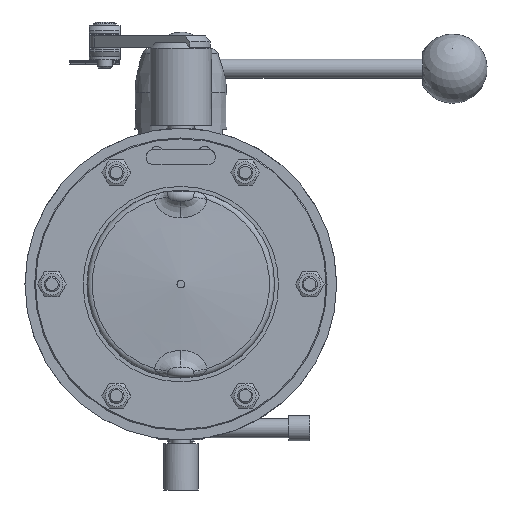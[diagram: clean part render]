
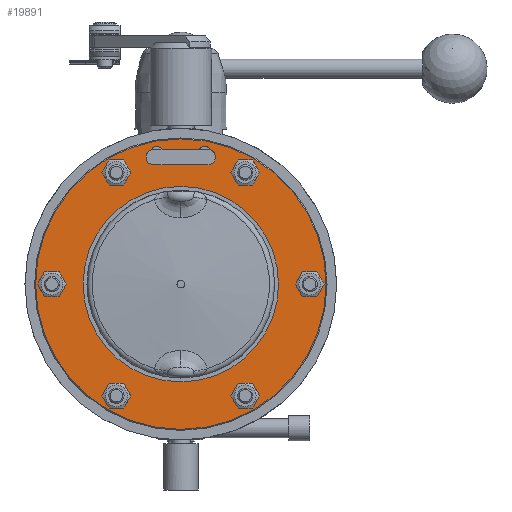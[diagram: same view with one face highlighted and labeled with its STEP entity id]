
A CAD part, left-side view. The second image highlights one B-rep face of the part: STEP entity #19891.
In plain terms, the highlighted planar face has unit normal (-1, 0, 0).
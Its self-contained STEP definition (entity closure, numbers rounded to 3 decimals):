
#1383=CARTESIAN_POINT('',(-131.,12.5,64.4));
#1384=VERTEX_POINT('',#1383);
#1385=CARTESIAN_POINT('',(-131.,12.5,68.));
#1386=DIRECTION('',(1.0,0.0,0.0));
#1387=DIRECTION('',(0.0,0.0,-1.0));
#1388=AXIS2_PLACEMENT_3D('',#1385,#1386,#1387);
#1389=CIRCLE('',#1388,3.6);
#1390=EDGE_CURVE('',#1384,#1384,#1389,.T.);
#1420=CARTESIAN_POINT('',(-131.,-12.5,64.4));
#1421=VERTEX_POINT('',#1420);
#1422=CARTESIAN_POINT('',(-131.,-12.5,68.));
#1423=DIRECTION('',(1.0,0.0,0.0));
#1424=DIRECTION('',(0.0,0.0,-1.0));
#1425=AXIS2_PLACEMENT_3D('',#1422,#1423,#1424);
#1426=CIRCLE('',#1425,3.6);
#1427=EDGE_CURVE('',#1421,#1421,#1426,.T.);
#10917=CARTESIAN_POINT('',(-131.,36.325,53.131));
#10918=VERTEX_POINT('',#10917);
#10919=CARTESIAN_POINT('',(-131.,33.5,58.024));
#10920=DIRECTION('',(1.,0.0,0.0));
#10921=DIRECTION('',(0.0,0.5,-0.866));
#10922=AXIS2_PLACEMENT_3D('',#10919,#10920,#10921);
#10923=CIRCLE('',#10922,5.65);
#10924=EDGE_CURVE('',#10918,#10918,#10923,.T.);
#11795=CARTESIAN_POINT('',(-131.,64.175,-4.893));
#11796=VERTEX_POINT('',#11795);
#11797=CARTESIAN_POINT('',(-131.,67.,0.));
#11798=DIRECTION('',(1.,0.0,0.0));
#11799=DIRECTION('',(0.0,-0.5,-0.866));
#11800=AXIS2_PLACEMENT_3D('',#11797,#11798,#11799);
#11801=CIRCLE('',#11800,5.65);
#11802=EDGE_CURVE('',#11796,#11796,#11801,.T.);
#12673=CARTESIAN_POINT('',(-131.,27.85,-58.024));
#12674=VERTEX_POINT('',#12673);
#12675=CARTESIAN_POINT('',(-131.,33.5,-58.024));
#12676=DIRECTION('',(1.0,0.0,0.0));
#12677=DIRECTION('',(0.0,-1.0,0.0));
#12678=AXIS2_PLACEMENT_3D('',#12675,#12676,#12677);
#12679=CIRCLE('',#12678,5.65);
#12680=EDGE_CURVE('',#12674,#12674,#12679,.T.);
#13551=CARTESIAN_POINT('',(-131.,-36.325,-53.131));
#13552=VERTEX_POINT('',#13551);
#13553=CARTESIAN_POINT('',(-131.,-33.5,-58.024));
#13554=DIRECTION('',(1.0,0.0,0.0));
#13555=DIRECTION('',(0.0,-0.5,0.866));
#13556=AXIS2_PLACEMENT_3D('',#13553,#13554,#13555);
#13557=CIRCLE('',#13556,5.65);
#13558=EDGE_CURVE('',#13552,#13552,#13557,.T.);
#14429=CARTESIAN_POINT('',(-131.,-64.175,4.893));
#14430=VERTEX_POINT('',#14429);
#14431=CARTESIAN_POINT('',(-131.,-67.,0.));
#14432=DIRECTION('',(1.0,0.0,0.0));
#14433=DIRECTION('',(0.0,0.5,0.866));
#14434=AXIS2_PLACEMENT_3D('',#14431,#14432,#14433);
#14435=CIRCLE('',#14434,5.65);
#14436=EDGE_CURVE('',#14430,#14430,#14435,.T.);
#19605=CARTESIAN_POINT('',(-131.,-27.85,58.024));
#19606=VERTEX_POINT('',#19605);
#19607=CARTESIAN_POINT('',(-131.,-33.5,58.024));
#19608=DIRECTION('',(1.0,0.0,0.0));
#19609=DIRECTION('',(0.0,1.0,0.0));
#19610=AXIS2_PLACEMENT_3D('',#19607,#19608,#19609);
#19611=CIRCLE('',#19610,5.65);
#19612=EDGE_CURVE('',#19606,#19606,#19611,.T.);
#19836=CARTESIAN_POINT('',(-131.,-75.5,0.));
#19837=VERTEX_POINT('',#19836);
#19838=CARTESIAN_POINT('',(-131.,0.,0.));
#19839=DIRECTION('',(1.0,0.0,0.0));
#19840=DIRECTION('',(0.0,1.0,0.0));
#19841=AXIS2_PLACEMENT_3D('',#19838,#19839,#19840);
#19842=CIRCLE('',#19841,75.5);
#19843=EDGE_CURVE('',#19837,#19837,#19842,.T.);
#19848=CARTESIAN_POINT('',(-131.,-63.4,0.));
#19849=DIRECTION('',(-1.0,0.0,0.0));
#19850=DIRECTION('',(0.0,0.0,-1.0));
#19851=AXIS2_PLACEMENT_3D('',#19848,#19849,#19850);
#19852=PLANE('',#19851);
#19853=ORIENTED_EDGE('',*,*,#19843,.F.);
#19854=EDGE_LOOP('',(#19853));
#19855=FACE_OUTER_BOUND('',#19854,.T.);
#19856=ORIENTED_EDGE('',*,*,#10924,.T.);
#19857=EDGE_LOOP('',(#19856));
#19858=FACE_BOUND('',#19857,.T.);
#19859=ORIENTED_EDGE('',*,*,#11802,.T.);
#19860=EDGE_LOOP('',(#19859));
#19861=FACE_BOUND('',#19860,.T.);
#19862=ORIENTED_EDGE('',*,*,#12680,.T.);
#19863=EDGE_LOOP('',(#19862));
#19864=FACE_BOUND('',#19863,.T.);
#19865=ORIENTED_EDGE('',*,*,#13558,.T.);
#19866=EDGE_LOOP('',(#19865));
#19867=FACE_BOUND('',#19866,.T.);
#19868=ORIENTED_EDGE('',*,*,#14436,.T.);
#19869=EDGE_LOOP('',(#19868));
#19870=FACE_BOUND('',#19869,.T.);
#19871=ORIENTED_EDGE('',*,*,#19612,.T.);
#19872=EDGE_LOOP('',(#19871));
#19873=FACE_BOUND('',#19872,.T.);
#19874=ORIENTED_EDGE('',*,*,#1390,.T.);
#19875=EDGE_LOOP('',(#19874));
#19876=FACE_BOUND('',#19875,.T.);
#19877=ORIENTED_EDGE('',*,*,#1427,.T.);
#19878=EDGE_LOOP('',(#19877));
#19879=FACE_BOUND('',#19878,.T.);
#19880=CARTESIAN_POINT('',(-131.,-50.8,0.));
#19881=VERTEX_POINT('',#19880);
#19882=CARTESIAN_POINT('',(-131.,0.,0.));
#19883=DIRECTION('',(-1.0,0.0,0.0));
#19884=DIRECTION('',(0.0,-1.0,0.0));
#19885=AXIS2_PLACEMENT_3D('',#19882,#19883,#19884);
#19886=CIRCLE('',#19885,50.8);
#19887=EDGE_CURVE('',#19881,#19881,#19886,.T.);
#19888=ORIENTED_EDGE('',*,*,#19887,.F.);
#19889=EDGE_LOOP('',(#19888));
#19890=FACE_BOUND('',#19889,.T.);
#19891=ADVANCED_FACE('',(#19855,#19858,#19861,#19864,#19867,#19870,#19873,#19876,#19879,#19890),#19852,.T.);
